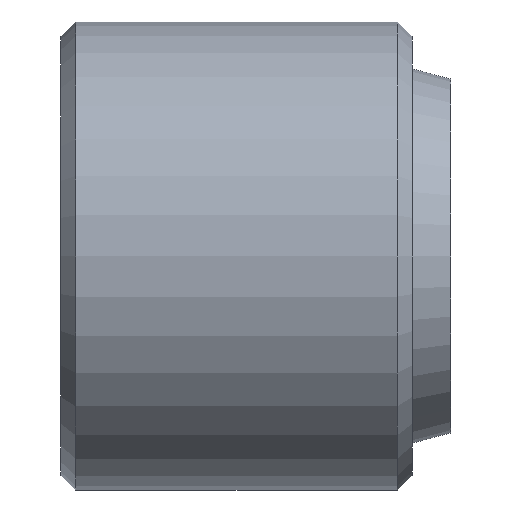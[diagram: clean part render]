
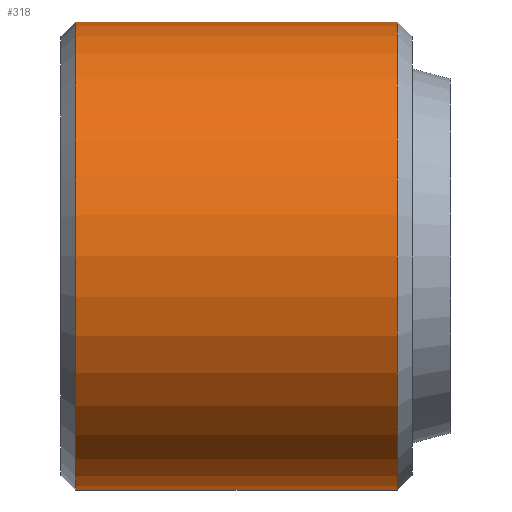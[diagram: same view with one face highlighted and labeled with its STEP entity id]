
A CAD part, front view. The second image highlights one B-rep face of the part: STEP entity #318.
In plain terms, the highlighted cylindrical face has radius 6 mm (diameter 12 mm), a full revolution.
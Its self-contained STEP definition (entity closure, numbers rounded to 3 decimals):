
#80=B_SPLINE_CURVE_WITH_KNOTS('',3,(#522,#523,#524,#525,#526,#527,#528),
 .UNSPECIFIED.,.F.,.F.,(4,1,1,1,4),(0.011,0.012,
0.013,0.014,0.015),.UNSPECIFIED.);
#81=B_SPLINE_CURVE_WITH_KNOTS('',3,(#531,#532,#533,#534,#535),
 .UNSPECIFIED.,.F.,.F.,(4,1,4),(0.009,0.009,
0.01),.UNSPECIFIED.);
#82=B_SPLINE_CURVE_WITH_KNOTS('',3,(#537,#538,#539,#540,#541,#542,#543),
 .UNSPECIFIED.,.F.,.F.,(4,1,1,1,4),(0.005,0.006,
0.007,0.008,0.01),
 .UNSPECIFIED.);
#83=B_SPLINE_CURVE_WITH_KNOTS('',3,(#545,#546,#547,#548,#549),
 .UNSPECIFIED.,.F.,.F.,(4,1,4),(0.003,0.004,
0.005),.UNSPECIFIED.);
#90=ORIENTED_EDGE('',*,*,#168,.F.);
#91=ORIENTED_EDGE('',*,*,#169,.F.);
#92=ORIENTED_EDGE('',*,*,#170,.F.);
#93=ORIENTED_EDGE('',*,*,#171,.F.);
#94=ORIENTED_EDGE('',*,*,#172,.F.);
#95=ORIENTED_EDGE('',*,*,#173,.T.);
#168=EDGE_CURVE('',#207,#207,#233,.T.);
#169=EDGE_CURVE('',#208,#209,#80,.T.);
#170=EDGE_CURVE('',#210,#208,#81,.T.);
#171=EDGE_CURVE('',#211,#210,#82,.T.);
#172=EDGE_CURVE('',#209,#211,#83,.T.);
#173=EDGE_CURVE('',#212,#212,#234,.T.);
#207=VERTEX_POINT('',#521);
#208=VERTEX_POINT('',#529);
#209=VERTEX_POINT('',#530);
#210=VERTEX_POINT('',#536);
#211=VERTEX_POINT('',#544);
#212=VERTEX_POINT('',#551);
#233=CIRCLE('',#357,6.);
#234=CIRCLE('',#358,6.);
#247=EDGE_LOOP('',(#90));
#248=EDGE_LOOP('',(#91,#92,#93,#94));
#249=EDGE_LOOP('',(#95));
#281=FACE_BOUND('',#247,.T.);
#282=FACE_BOUND('',#248,.T.);
#283=FACE_BOUND('',#249,.T.);
#314=CYLINDRICAL_SURFACE('',#356,6.);
#318=ADVANCED_FACE('',(#281,#282,#283),#314,.T.);
#356=AXIS2_PLACEMENT_3D('',#519,#397,#398);
#357=AXIS2_PLACEMENT_3D('',#520,#399,#400);
#358=AXIS2_PLACEMENT_3D('',#550,#401,#402);
#397=DIRECTION('',(1.,0.,0.));
#398=DIRECTION('',(0.,0.,-1.));
#399=DIRECTION('',(1.,0.,0.));
#400=DIRECTION('',(0.,0.,-1.));
#401=DIRECTION('',(1.,0.,0.));
#402=DIRECTION('',(0.,0.,-1.));
#519=CARTESIAN_POINT('',(10.,0.,0.));
#520=CARTESIAN_POINT('',(8.625,0.,0.));
#521=CARTESIAN_POINT('',(8.625,0.,-6.));
#522=CARTESIAN_POINT('',(2.19,5.785,-1.591));
#523=CARTESIAN_POINT('',(1.861,5.82,-1.463));
#524=CARTESIAN_POINT('',(1.267,5.929,-1.05));
#525=CARTESIAN_POINT('',(0.867,6.035,-0.004));
#526=CARTESIAN_POINT('',(1.264,5.93,1.049));
#527=CARTESIAN_POINT('',(1.863,5.82,1.464));
#528=CARTESIAN_POINT('',(2.19,5.785,1.591));
#529=CARTESIAN_POINT('',(2.19,5.785,-1.591));
#530=CARTESIAN_POINT('',(2.19,5.785,1.591));
#531=CARTESIAN_POINT('',(3.81,5.785,-1.591));
#532=CARTESIAN_POINT('',(3.579,5.738,-1.761));
#533=CARTESIAN_POINT('',(3.001,5.665,-1.977));
#534=CARTESIAN_POINT('',(2.422,5.738,-1.762));
#535=CARTESIAN_POINT('',(2.19,5.785,-1.591));
#536=CARTESIAN_POINT('',(3.81,5.785,-1.591));
#537=CARTESIAN_POINT('',(3.81,5.785,1.591));
#538=CARTESIAN_POINT('',(4.138,5.82,1.463));
#539=CARTESIAN_POINT('',(4.733,5.929,1.05));
#540=CARTESIAN_POINT('',(5.133,6.035,0.008));
#541=CARTESIAN_POINT('',(4.735,5.93,-1.05));
#542=CARTESIAN_POINT('',(4.14,5.821,-1.463));
#543=CARTESIAN_POINT('',(3.81,5.785,-1.591));
#544=CARTESIAN_POINT('',(3.81,5.785,1.591));
#545=CARTESIAN_POINT('',(2.19,5.785,1.591));
#546=CARTESIAN_POINT('',(2.421,5.739,1.761));
#547=CARTESIAN_POINT('',(2.999,5.665,1.977));
#548=CARTESIAN_POINT('',(3.578,5.738,1.762));
#549=CARTESIAN_POINT('',(3.81,5.785,1.591));
#550=CARTESIAN_POINT('',(0.375,0.,0.));
#551=CARTESIAN_POINT('',(0.375,0.,-6.));
